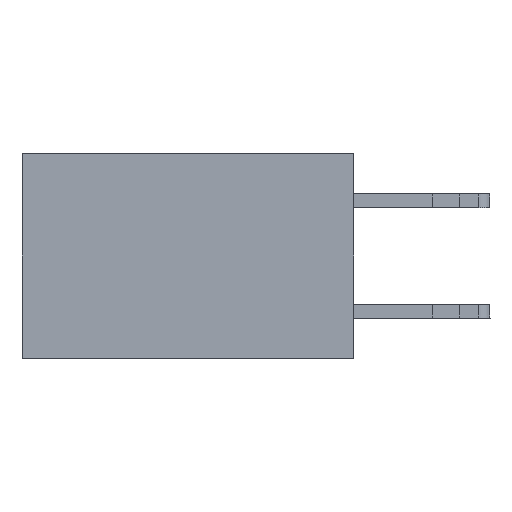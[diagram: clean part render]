
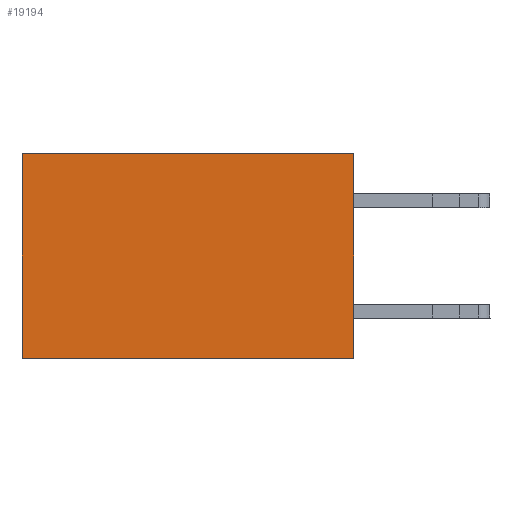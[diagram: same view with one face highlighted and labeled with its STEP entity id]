
A CAD part, left-side view. The second image highlights one B-rep face of the part: STEP entity #19194.
In plain terms, the highlighted planar face has unit normal (-1, 0, 0).
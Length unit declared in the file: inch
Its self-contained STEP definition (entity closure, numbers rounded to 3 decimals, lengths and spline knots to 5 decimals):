
#1126 = EDGE_CURVE ( 'NONE', #24734, #2886, #11949, .T. ) ;
#2886 = VERTEX_POINT ( 'NONE', #11427 ) ;
#3035 = CARTESIAN_POINT ( 'NONE',  ( 0.2875, 0., 0. ) ) ;
#3200 = VERTEX_POINT ( 'NONE', #22336 ) ;
#3269 = ORIENTED_EDGE ( 'NONE', *, *, #16948, .T. ) ;
#3947 = DIRECTION ( 'NONE',  ( 0., 0., -1. ) ) ;
#4524 = CARTESIAN_POINT ( 'NONE',  ( 0.2875, 0.6, -0.37 ) ) ;
#4742 = ORIENTED_EDGE ( 'NONE', *, *, #5639, .F. ) ;
#4813 = DIRECTION ( 'NONE',  ( 0., 1., 0. ) ) ;
#5045 = DIRECTION ( 'NONE',  ( 0., 0., -1. ) ) ;
#5534 = CARTESIAN_POINT ( 'NONE',  ( 0.2875, 0., 0. ) ) ;
#5639 = EDGE_CURVE ( 'NONE', #2886, #8972, #12751, .T. ) ;
#6207 = DIRECTION ( 'NONE',  ( 0., 1., 0. ) ) ;
#6427 = VECTOR ( 'NONE', #4813, 39.37008 ) ;
#6738 = AXIS2_PLACEMENT_3D ( 'NONE', #3035, #16528, #5045 ) ;
#7988 = VECTOR ( 'NONE', #3947, 39.37008 ) ;
#8595 = EDGE_LOOP ( 'NONE', ( #3269, #4742, #16214, #22763 ) ) ;
#8613 = EDGE_CURVE ( 'NONE', #24734, #3200, #14004, .T. ) ;
#8972 = VERTEX_POINT ( 'NONE', #4524 ) ;
#9618 = CARTESIAN_POINT ( 'NONE',  ( 0.2875, 0.6, 0. ) ) ;
#11427 = CARTESIAN_POINT ( 'NONE',  ( 0.2875, 0., -0.37 ) ) ;
#11949 = LINE ( 'NONE', #17124, #14460 ) ;
#12751 = LINE ( 'NONE', #22045, #6427 ) ;
#13517 = LINE ( 'NONE', #9618, #7988 ) ;
#14004 = LINE ( 'NONE', #23553, #21755 ) ;
#14460 = VECTOR ( 'NONE', #24777, 39.37008 ) ;
#14516 = FACE_OUTER_BOUND ( 'NONE', #8595, .T. ) ;
#16214 = ORIENTED_EDGE ( 'NONE', *, *, #1126, .F. ) ;
#16528 = DIRECTION ( 'NONE',  ( 1., 0., 0. ) ) ;
#16948 = EDGE_CURVE ( 'NONE', #3200, #8972, #13517, .T. ) ;
#17124 = CARTESIAN_POINT ( 'NONE',  ( 0.2875, 0., 0. ) ) ;
#19194 = ADVANCED_FACE ( 'NONE', ( #14516 ), #20266, .F. ) ;
#20266 = PLANE ( 'NONE',  #6738 ) ;
#21755 = VECTOR ( 'NONE', #6207, 39.37008 ) ;
#22045 = CARTESIAN_POINT ( 'NONE',  ( 0.2875, 0., -0.37 ) ) ;
#22336 = CARTESIAN_POINT ( 'NONE',  ( 0.2875, 0.6, 0. ) ) ;
#22763 = ORIENTED_EDGE ( 'NONE', *, *, #8613, .T. ) ;
#23553 = CARTESIAN_POINT ( 'NONE',  ( 0.2875, 0., 0. ) ) ;
#24734 = VERTEX_POINT ( 'NONE', #5534 ) ;
#24777 = DIRECTION ( 'NONE',  ( 0., 0., -1. ) ) ;
